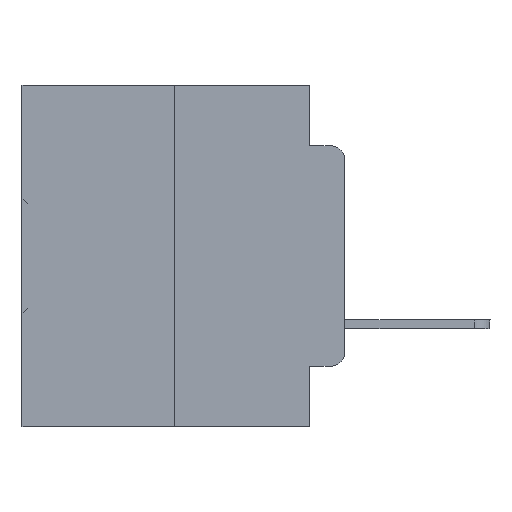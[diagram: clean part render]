
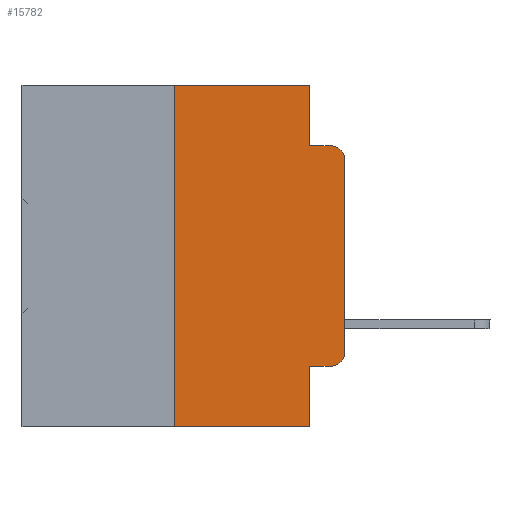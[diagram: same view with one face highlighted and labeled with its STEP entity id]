
A CAD part, left-side view. The second image highlights one B-rep face of the part: STEP entity #15782.
In plain terms, the highlighted planar face has unit normal (-1, 0, 0).
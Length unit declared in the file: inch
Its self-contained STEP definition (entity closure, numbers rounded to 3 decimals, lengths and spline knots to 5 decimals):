
#664 = LINE ( 'NONE', #20639, #33195 ) ;
#1115 = VERTEX_POINT ( 'NONE', #25672 ) ;
#1250 = CARTESIAN_POINT ( 'NONE',  ( 0., 0., -0.3915 ) ) ;
#1870 = CARTESIAN_POINT ( 'NONE',  ( 0., 0.051, 0. ) ) ;
#1995 = DIRECTION ( 'NONE',  ( -1., 0., 0. ) ) ;
#2049 = EDGE_CURVE ( 'NONE', #7495, #18049, #18794, .T. ) ;
#2435 = CARTESIAN_POINT ( 'NONE',  ( 0., 0.051, -0.4115 ) ) ;
#2671 = DIRECTION ( 'NONE',  ( 0., -1., 0. ) ) ;
#3876 = CARTESIAN_POINT ( 'NONE',  ( 0., 0.25, 0. ) ) ;
#4188 = ORIENTED_EDGE ( 'NONE', *, *, #6745, .F. ) ;
#4330 = CARTESIAN_POINT ( 'NONE',  ( 0., 0.051, -0.0885 ) ) ;
#4555 = VERTEX_POINT ( 'NONE', #19176 ) ;
#4628 = DIRECTION ( 'NONE',  ( 0., -1., 0. ) ) ;
#5228 = ORIENTED_EDGE ( 'NONE', *, *, #15037, .F. ) ;
#5300 = LINE ( 'NONE', #22719, #26870 ) ;
#5332 = VECTOR ( 'NONE', #9337, 39.37008 ) ;
#6745 = EDGE_CURVE ( 'NONE', #4555, #1115, #34499, .T. ) ;
#6803 = DIRECTION ( 'NONE',  ( 0., 0., -1. ) ) ;
#6974 = ORIENTED_EDGE ( 'NONE', *, *, #15787, .F. ) ;
#7098 = CARTESIAN_POINT ( 'NONE',  ( 0., 0.473, 0. ) ) ;
#7242 = DIRECTION ( 'NONE',  ( 0., 0., 1. ) ) ;
#7495 = VERTEX_POINT ( 'NONE', #2435 ) ;
#7695 = EDGE_LOOP ( 'NONE', ( #28735, #22535, #6974, #4188, #13500, #5228, #27052, #31261, #20414, #30414 ) ) ;
#8112 = CARTESIAN_POINT ( 'NONE',  ( 0., 0.02, -0.3915 ) ) ;
#8353 = LINE ( 'NONE', #33887, #26680 ) ;
#8847 = CARTESIAN_POINT ( 'NONE',  ( 0., 0.25, -0.5 ) ) ;
#9091 = DIRECTION ( 'NONE',  ( 0., -1., 0. ) ) ;
#9337 = DIRECTION ( 'NONE',  ( 0., 0., 1. ) ) ;
#9609 = AXIS2_PLACEMENT_3D ( 'NONE', #8112, #1995, #28673 ) ;
#9614 = VERTEX_POINT ( 'NONE', #8847 ) ;
#10158 = EDGE_CURVE ( 'NONE', #7495, #34520, #5300, .T. ) ;
#10412 = VERTEX_POINT ( 'NONE', #29153 ) ;
#11634 = CARTESIAN_POINT ( 'NONE',  ( 0., 0.051, -0.4115 ) ) ;
#11873 = LINE ( 'NONE', #27733, #16834 ) ;
#12534 = DIRECTION ( 'NONE',  ( 0., 0., -1. ) ) ;
#13500 = ORIENTED_EDGE ( 'NONE', *, *, #24727, .F. ) ;
#15037 = EDGE_CURVE ( 'NONE', #9614, #24637, #32744, .T. ) ;
#15170 = CARTESIAN_POINT ( 'NONE',  ( 0., 0.25, 0. ) ) ;
#15409 = VERTEX_POINT ( 'NONE', #1250 ) ;
#15782 = ADVANCED_FACE ( 'NONE', ( #21857 ), #25586, .F. ) ;
#15787 = EDGE_CURVE ( 'NONE', #1115, #10412, #23574, .T. ) ;
#16834 = VECTOR ( 'NONE', #2671, 39.37008 ) ;
#16952 = VECTOR ( 'NONE', #23157, 39.37008 ) ;
#17205 = CARTESIAN_POINT ( 'NONE',  ( 0., 0., -0.1085 ) ) ;
#18049 = VERTEX_POINT ( 'NONE', #28756 ) ;
#18794 = LINE ( 'NONE', #11634, #33394 ) ;
#19125 = DIRECTION ( 'NONE',  ( 0., 0., -1. ) ) ;
#19176 = CARTESIAN_POINT ( 'NONE',  ( 0., 0.051, 0. ) ) ;
#20414 = ORIENTED_EDGE ( 'NONE', *, *, #2049, .T. ) ;
#20639 = CARTESIAN_POINT ( 'NONE',  ( 0., 0.473, 0. ) ) ;
#20654 = EDGE_CURVE ( 'NONE', #9614, #34520, #11873, .T. ) ;
#20738 = DIRECTION ( 'NONE',  ( 0., -1., 0. ) ) ;
#21101 = CARTESIAN_POINT ( 'NONE',  ( 0., 0.051, -0.5 ) ) ;
#21857 = FACE_OUTER_BOUND ( 'NONE', #7695, .T. ) ;
#21941 = VERTEX_POINT ( 'NONE', #17205 ) ;
#22535 = ORIENTED_EDGE ( 'NONE', *, *, #30916, .T. ) ;
#22719 = CARTESIAN_POINT ( 'NONE',  ( 0., 0.051, 0. ) ) ;
#23157 = DIRECTION ( 'NONE',  ( 0., 0., -1. ) ) ;
#23574 = LINE ( 'NONE', #4330, #32317 ) ;
#24637 = VERTEX_POINT ( 'NONE', #15170 ) ;
#24727 = EDGE_CURVE ( 'NONE', #24637, #4555, #664, .T. ) ;
#25586 = PLANE ( 'NONE',  #27983 ) ;
#25672 = CARTESIAN_POINT ( 'NONE',  ( 0., 0.051, -0.0885 ) ) ;
#25713 = DIRECTION ( 'NONE',  ( 1., 0., 0. ) ) ;
#26680 = VECTOR ( 'NONE', #7242, 39.37008 ) ;
#26870 = VECTOR ( 'NONE', #6803, 39.37008 ) ;
#27052 = ORIENTED_EDGE ( 'NONE', *, *, #20654, .T. ) ;
#27733 = CARTESIAN_POINT ( 'NONE',  ( 0., 0.473, -0.5 ) ) ;
#27983 = AXIS2_PLACEMENT_3D ( 'NONE', #7098, #25713, #12534 ) ;
#28341 = AXIS2_PLACEMENT_3D ( 'NONE', #29986, #32301, #19125 ) ;
#28673 = DIRECTION ( 'NONE',  ( 0., 0., -1. ) ) ;
#28735 = ORIENTED_EDGE ( 'NONE', *, *, #32426, .T. ) ;
#28756 = CARTESIAN_POINT ( 'NONE',  ( 0., 0.02, -0.4115 ) ) ;
#29153 = CARTESIAN_POINT ( 'NONE',  ( 0., 0.02, -0.0885 ) ) ;
#29209 = CIRCLE ( 'NONE', #9609, 0.02 ) ;
#29986 = CARTESIAN_POINT ( 'NONE',  ( 0., 0.02, -0.1085 ) ) ;
#30414 = ORIENTED_EDGE ( 'NONE', *, *, #33275, .T. ) ;
#30916 = EDGE_CURVE ( 'NONE', #21941, #10412, #33036, .T. ) ;
#31261 = ORIENTED_EDGE ( 'NONE', *, *, #10158, .F. ) ;
#32301 = DIRECTION ( 'NONE',  ( -1., 0., 0. ) ) ;
#32317 = VECTOR ( 'NONE', #20738, 39.37008 ) ;
#32426 = EDGE_CURVE ( 'NONE', #15409, #21941, #8353, .T. ) ;
#32744 = LINE ( 'NONE', #3876, #5332 ) ;
#33036 = CIRCLE ( 'NONE', #28341, 0.02 ) ;
#33195 = VECTOR ( 'NONE', #4628, 39.37008 ) ;
#33275 = EDGE_CURVE ( 'NONE', #18049, #15409, #29209, .T. ) ;
#33394 = VECTOR ( 'NONE', #9091, 39.37008 ) ;
#33887 = CARTESIAN_POINT ( 'NONE',  ( 0., 0., 0. ) ) ;
#34499 = LINE ( 'NONE', #1870, #16952 ) ;
#34520 = VERTEX_POINT ( 'NONE', #21101 ) ;
